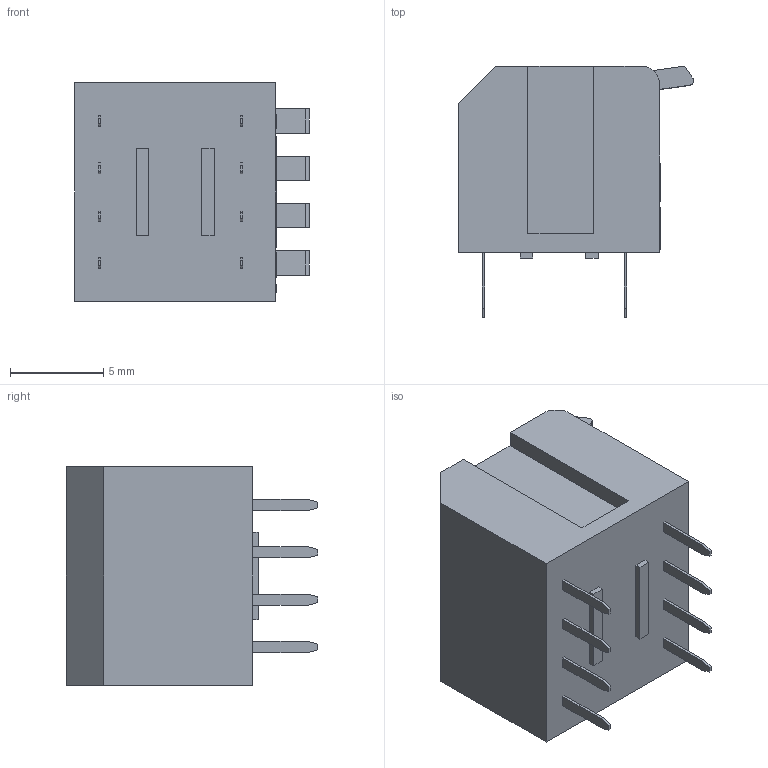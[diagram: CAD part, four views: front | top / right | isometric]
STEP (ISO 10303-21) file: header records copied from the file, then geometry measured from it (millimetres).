
FILE_DESCRIPTION((' '),'2;1');
FILE_NAME('KAP1104E.stp','2017-08-02T14:38:09',(' '),(' '),' ','ACIS',' ');
FILE_SCHEMA(('CONFIG_CONTROL_DESIGN'));
Length unit declared in the file: inch
Products named in the file (1): KAP1104E.stp
Bounding box: 12.61 x 13.5 x 11.72 mm (x, y, z)
Volume: 1182.5 mm3; surface area: 838.6 mm2
Topology: 9 solids, 9 shells, 285 faces, 725 edges, 446 vertices
Faces by surface type: plane 239, bspline 33, cylinder 13
Entity records: 8711 total; most frequent: CARTESIAN_POINT 1967, ORIENTED_EDGE 1450, DIRECTION 1193, EDGE_CURVE 725, VECTOR 631, LINE 631, VERTEX_POINT 446, EDGE_LOOP 305
